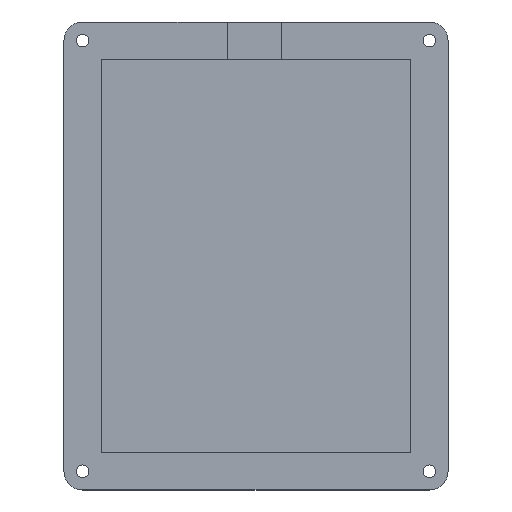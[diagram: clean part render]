
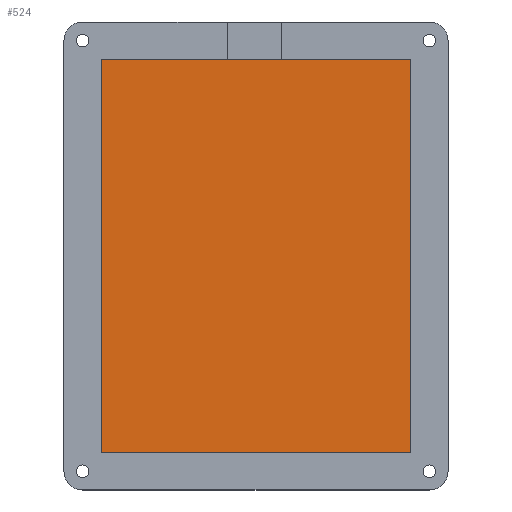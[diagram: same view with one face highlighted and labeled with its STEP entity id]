
A CAD part, top view. The second image highlights one B-rep face of the part: STEP entity #524.
In plain terms, the highlighted planar face has unit normal (0, 0, 1).
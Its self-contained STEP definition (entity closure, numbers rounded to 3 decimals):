
#74=FACE_OUTER_BOUND('',#108,.T.);
#108=EDGE_LOOP('',(#419,#420,#421,#422));
#166=LINE('',#846,#214);
#168=LINE('',#850,#216);
#169=LINE('',#852,#217);
#170=LINE('',#853,#218);
#214=VECTOR('',#678,10.);
#216=VECTOR('',#682,10.);
#217=VECTOR('',#683,10.);
#218=VECTOR('',#684,10.);
#263=VERTEX_POINT('',#843);
#264=VERTEX_POINT('',#845);
#265=VERTEX_POINT('',#849);
#266=VERTEX_POINT('',#851);
#322=EDGE_CURVE('',#263,#264,#166,.T.);
#324=EDGE_CURVE('',#265,#263,#168,.T.);
#325=EDGE_CURVE('',#266,#265,#169,.T.);
#326=EDGE_CURVE('',#264,#266,#170,.T.);
#419=ORIENTED_EDGE('',*,*,#324,.F.);
#420=ORIENTED_EDGE('',*,*,#325,.F.);
#421=ORIENTED_EDGE('',*,*,#326,.F.);
#422=ORIENTED_EDGE('',*,*,#322,.F.);
#502=PLANE('',#568);
#524=ADVANCED_FACE('',(#74),#502,.T.);
#568=AXIS2_PLACEMENT_3D('',#848,#680,#681);
#678=DIRECTION('',(1.,0.,0.));
#680=DIRECTION('center_axis',(0.,0.,1.));
#681=DIRECTION('ref_axis',(1.,0.,0.));
#682=DIRECTION('',(0.,1.,0.));
#683=DIRECTION('',(-1.,0.,0.));
#684=DIRECTION('',(0.,-1.,0.));
#843=CARTESIAN_POINT('',(-1.,104.41,3.));
#845=CARTESIAN_POINT('',(81.963,104.41,3.));
#846=CARTESIAN_POINT('',(19.741,104.41,3.));
#848=CARTESIAN_POINT('Origin',(40.481,51.705,3.));
#849=CARTESIAN_POINT('',(-1.,-1.,3.));
#850=CARTESIAN_POINT('',(-1.,25.352,3.));
#851=CARTESIAN_POINT('',(81.963,-1.,3.));
#852=CARTESIAN_POINT('',(61.222,-1.,3.));
#853=CARTESIAN_POINT('',(81.963,78.057,3.));
